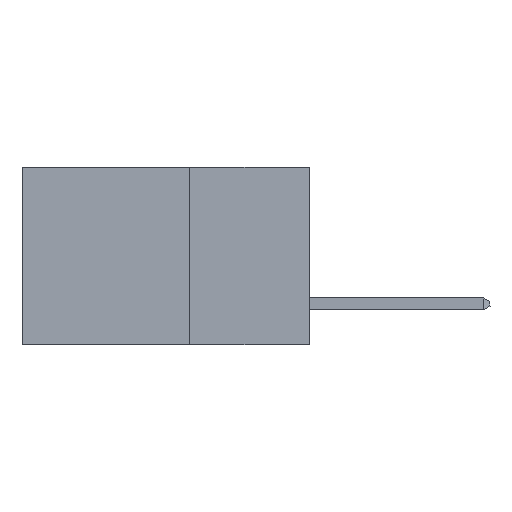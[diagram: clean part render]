
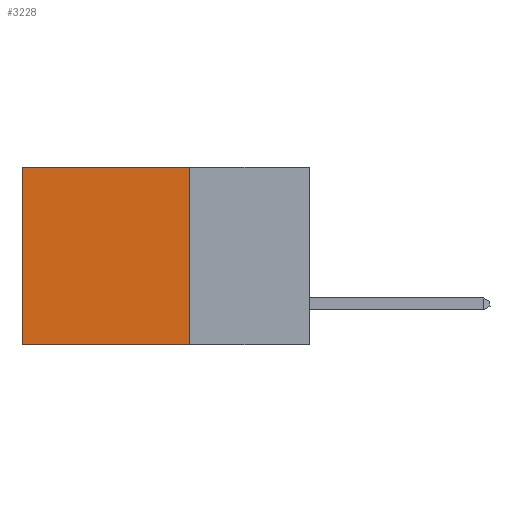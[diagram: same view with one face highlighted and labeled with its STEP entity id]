
A CAD part, left-side view. The second image highlights one B-rep face of the part: STEP entity #3228.
In plain terms, the highlighted planar face has unit normal (-1, 0, 0).
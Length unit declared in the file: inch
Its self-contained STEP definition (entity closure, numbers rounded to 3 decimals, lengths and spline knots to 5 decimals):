
#139 = ORIENTED_EDGE ( 'NONE', *, *, #1823, .F. ) ;
#160 = VERTEX_POINT ( 'NONE', #7395 ) ;
#563 = LINE ( 'NONE', #7639, #10654 ) ;
#707 = PLANE ( 'NONE',  #10641 ) ;
#1133 = LINE ( 'NONE', #7869, #8701 ) ;
#1823 = EDGE_CURVE ( 'NONE', #6902, #5475, #8251, .T. ) ;
#1964 = EDGE_CURVE ( 'NONE', #5475, #160, #1133, .T. ) ;
#2084 = EDGE_CURVE ( 'NONE', #6902, #3687, #5297, .T. ) ;
#2124 = ORIENTED_EDGE ( 'NONE', *, *, #1964, .F. ) ;
#2456 = ORIENTED_EDGE ( 'NONE', *, *, #2084, .T. ) ;
#2796 = EDGE_LOOP ( 'NONE', ( #12082, #2124, #139, #2456 ) ) ;
#2843 = DIRECTION ( 'NONE',  ( 1., 0., 0. ) ) ;
#3228 = ADVANCED_FACE ( 'NONE', ( #8394 ), #707, .F. ) ;
#3538 = CARTESIAN_POINT ( 'NONE',  ( 0.2875, 0.6, 0. ) ) ;
#3687 = VERTEX_POINT ( 'NONE', #3538 ) ;
#3866 = EDGE_CURVE ( 'NONE', #3687, #160, #563, .T. ) ;
#5297 = LINE ( 'NONE', #5901, #7785 ) ;
#5475 = VERTEX_POINT ( 'NONE', #12018 ) ;
#5846 = CARTESIAN_POINT ( 'NONE',  ( 0.2875, 0.25, 0. ) ) ;
#5871 = DIRECTION ( 'NONE',  ( 0., 0., -1. ) ) ;
#5901 = CARTESIAN_POINT ( 'NONE',  ( 0.2875, 0.25, 0. ) ) ;
#6118 = DIRECTION ( 'NONE',  ( 0., 1., 0. ) ) ;
#6902 = VERTEX_POINT ( 'NONE', #9946 ) ;
#7395 = CARTESIAN_POINT ( 'NONE',  ( 0.2875, 0.6, -0.37 ) ) ;
#7639 = CARTESIAN_POINT ( 'NONE',  ( 0.2875, 0.6, 0. ) ) ;
#7785 = VECTOR ( 'NONE', #8151, 39.37008 ) ;
#7869 = CARTESIAN_POINT ( 'NONE',  ( 0.2875, 0.25, -0.37 ) ) ;
#8151 = DIRECTION ( 'NONE',  ( 0., 1., 0. ) ) ;
#8251 = LINE ( 'NONE', #5846, #10402 ) ;
#8394 = FACE_OUTER_BOUND ( 'NONE', #2796, .T. ) ;
#8670 = CARTESIAN_POINT ( 'NONE',  ( 0.2875, 0.25, 0. ) ) ;
#8701 = VECTOR ( 'NONE', #6118, 39.37008 ) ;
#9534 = DIRECTION ( 'NONE',  ( 0., 0., -1. ) ) ;
#9593 = DIRECTION ( 'NONE',  ( 0., 0., -1. ) ) ;
#9946 = CARTESIAN_POINT ( 'NONE',  ( 0.2875, 0.25, 0. ) ) ;
#10402 = VECTOR ( 'NONE', #5871, 39.37008 ) ;
#10641 = AXIS2_PLACEMENT_3D ( 'NONE', #8670, #2843, #9593 ) ;
#10654 = VECTOR ( 'NONE', #9534, 39.37008 ) ;
#12018 = CARTESIAN_POINT ( 'NONE',  ( 0.2875, 0.25, -0.37 ) ) ;
#12082 = ORIENTED_EDGE ( 'NONE', *, *, #3866, .T. ) ;
